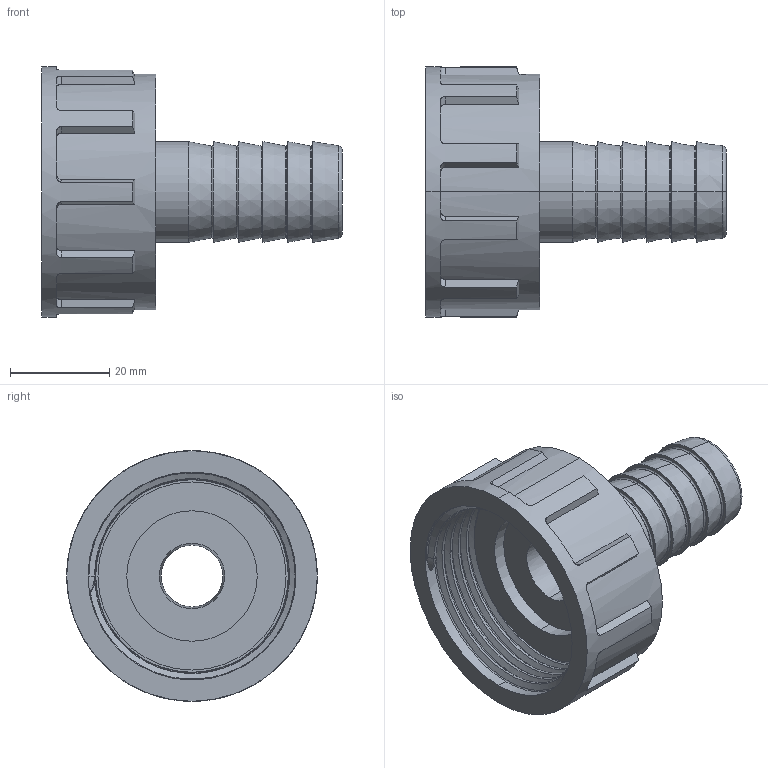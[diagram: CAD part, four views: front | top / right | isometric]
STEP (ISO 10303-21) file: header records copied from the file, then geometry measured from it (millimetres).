
FILE_DESCRIPTION (( 'STEP AP203' ), '1' );
FILE_NAME ('00120_0920.STEP', '2017-05-10T13:51:21', ( '' ), ( '' ), 'SwSTEP 2.0', 'SolidWorks 2011', '' );
FILE_SCHEMA (( 'CONFIG_CONTROL_DESIGN' ));
Length unit declared in the file: millimetre
Products named in the file (4): 00120_0920; 00125_0909; 00122_0909; 00123_0920
Assembly tree (3 placements, depth 2):
  00120_0920
    00125_0909
    00122_0909
    00123_0920
Bounding box: 60.6 x 50.5 x 50.5 mm (x, y, z)
Volume: 28449.1 mm3; surface area: 19323.9 mm2
Topology: 3 solids, 3 shells, 153 faces, 389 edges, 250 vertices
Faces by surface type: cylinder 52, plane 45, cone 26, torus 25, bspline 5
Entity records: 8783 total; most frequent: CARTESIAN_POINT 4798, ORIENTED_EDGE 778, DIRECTION 741, EDGE_CURVE 389, AXIS2_PLACEMENT_3D 306, VERTEX_POINT 250, EDGE_LOOP 167, FACE_OUTER_BOUND 153
